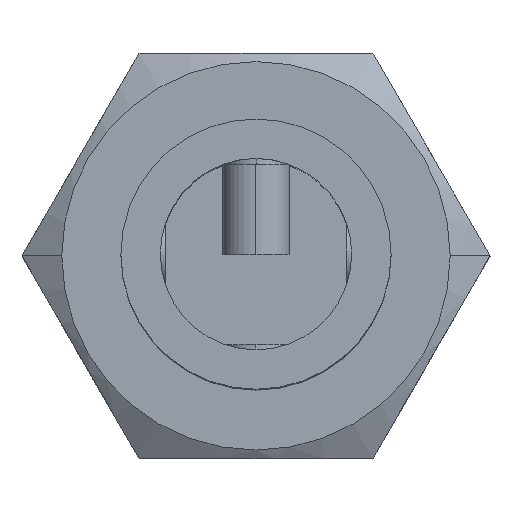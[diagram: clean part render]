
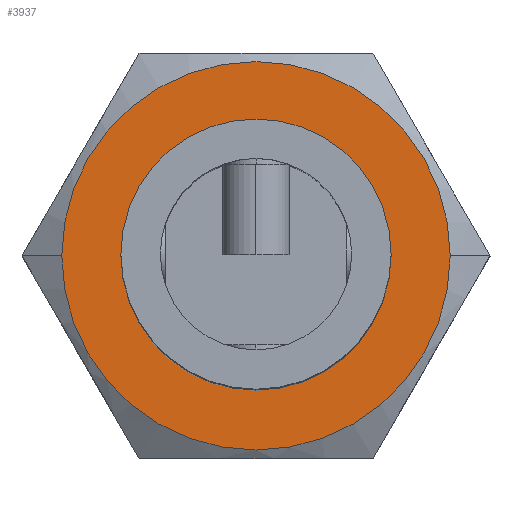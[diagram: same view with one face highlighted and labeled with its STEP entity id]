
A CAD part, top view. The second image highlights one B-rep face of the part: STEP entity #3937.
In plain terms, the highlighted planar face has unit normal (0, 0, 1).
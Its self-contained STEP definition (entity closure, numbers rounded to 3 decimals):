
#186 = FACE_BOUND ( 'NONE', #14370, .T. ) ;
#2085 = VERTEX_POINT ( 'NONE', #11196 ) ;
#3591 = DIRECTION ( 'NONE',  ( 0., 0., -1. ) ) ;
#3937 = ADVANCED_FACE ( 'NONE', ( #186, #11961 ), #9520, .T. ) ;
#5571 = DIRECTION ( 'NONE',  ( 1., 0., 0. ) ) ;
#5603 = DIRECTION ( 'NONE',  ( -1., 0., 0. ) ) ;
#5821 = CARTESIAN_POINT ( 'NONE',  ( 0., 0., 24.9 ) ) ;
#5826 = CARTESIAN_POINT ( 'NONE',  ( -5.383, 0., 24.9 ) ) ;
#6229 = DIRECTION ( 'NONE',  ( -1., 0., 0. ) ) ;
#6505 = AXIS2_PLACEMENT_3D ( 'NONE', #11164, #14434, #7570 ) ;
#7534 = VERTEX_POINT ( 'NONE', #5826 ) ;
#7570 = DIRECTION ( 'NONE',  ( 1., 0., 0. ) ) ;
#9226 = VERTEX_POINT ( 'NONE', #18109 ) ;
#9471 = EDGE_CURVE ( 'NONE', #19605, #2085, #13510, .T. ) ;
#9520 = PLANE ( 'NONE',  #21035 ) ;
#11164 = CARTESIAN_POINT ( 'NONE',  ( 0., 0., 24.9 ) ) ;
#11196 = CARTESIAN_POINT ( 'NONE',  ( 8.625, 0., 24.9 ) ) ;
#11529 = DIRECTION ( 'NONE',  ( 1., 0., 0. ) ) ;
#11961 = FACE_OUTER_BOUND ( 'NONE', #15226, .T. ) ;
#12647 = DIRECTION ( 'NONE',  ( 0., 0., 1. ) ) ;
#12798 = CARTESIAN_POINT ( 'NONE',  ( 0., 0., 24.9 ) ) ;
#12880 = CIRCLE ( 'NONE', #6505, 5.383 ) ;
#13510 = CIRCLE ( 'NONE', #19730, 8.625 ) ;
#13645 = CIRCLE ( 'NONE', #17347, 8.625 ) ;
#13882 = EDGE_CURVE ( 'NONE', #9226, #7534, #12880, .T. ) ;
#14370 = EDGE_LOOP ( 'NONE', ( #15454, #18392 ) ) ;
#14434 = DIRECTION ( 'NONE',  ( 0., 0., -1. ) ) ;
#15226 = EDGE_LOOP ( 'NONE', ( #22087, #20627 ) ) ;
#15454 = ORIENTED_EDGE ( 'NONE', *, *, #13882, .T. ) ;
#15528 = CARTESIAN_POINT ( 'NONE',  ( 0., 0., 24.9 ) ) ;
#15696 = CARTESIAN_POINT ( 'NONE',  ( 5.196, -9., 24.9 ) ) ;
#15752 = DIRECTION ( 'NONE',  ( 0., 0., -1. ) ) ;
#17347 = AXIS2_PLACEMENT_3D ( 'NONE', #12798, #17723, #6229 ) ;
#17723 = DIRECTION ( 'NONE',  ( 0., 0., -1. ) ) ;
#18109 = CARTESIAN_POINT ( 'NONE',  ( 5.383, 0., 24.9 ) ) ;
#18216 = AXIS2_PLACEMENT_3D ( 'NONE', #15528, #3591, #5571 ) ;
#18362 = CIRCLE ( 'NONE', #18216, 5.383 ) ;
#18392 = ORIENTED_EDGE ( 'NONE', *, *, #19507, .T. ) ;
#19507 = EDGE_CURVE ( 'NONE', #7534, #9226, #18362, .T. ) ;
#19605 = VERTEX_POINT ( 'NONE', #20756 ) ;
#19730 = AXIS2_PLACEMENT_3D ( 'NONE', #5821, #15752, #5603 ) ;
#20370 = EDGE_CURVE ( 'NONE', #2085, #19605, #13645, .T. ) ;
#20627 = ORIENTED_EDGE ( 'NONE', *, *, #20370, .F. ) ;
#20756 = CARTESIAN_POINT ( 'NONE',  ( -8.625, 0., 24.9 ) ) ;
#21035 = AXIS2_PLACEMENT_3D ( 'NONE', #15696, #12647, #11529 ) ;
#22087 = ORIENTED_EDGE ( 'NONE', *, *, #9471, .F. ) ;
